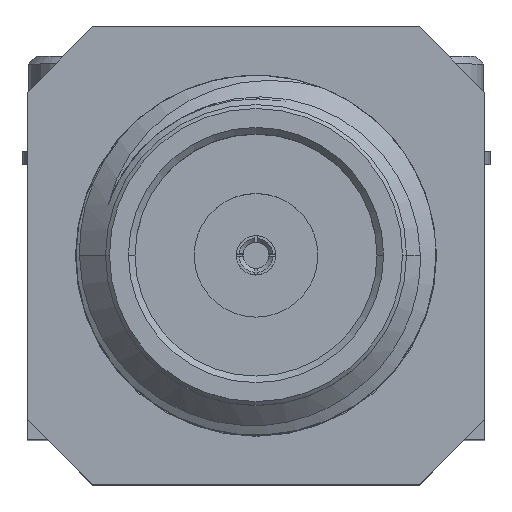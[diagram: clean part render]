
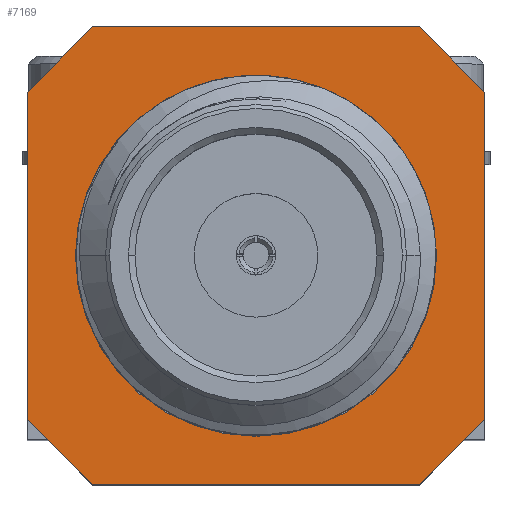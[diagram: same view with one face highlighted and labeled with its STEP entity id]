
A CAD part, top view. The second image highlights one B-rep face of the part: STEP entity #7169.
In plain terms, the highlighted planar face has unit normal (0, 0, 1).
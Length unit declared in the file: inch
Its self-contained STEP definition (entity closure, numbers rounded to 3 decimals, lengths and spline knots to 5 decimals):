
#38 = LINE ( 'NONE', #3440, #7016 ) ;
#133 = VECTOR ( 'NONE', #8021, 39.37008 ) ;
#256 = DIRECTION ( 'NONE',  ( 1., 0., 0. ) ) ;
#262 = CARTESIAN_POINT ( 'NONE',  ( -0.175, -0.125, 0. ) ) ;
#366 = VERTEX_POINT ( 'NONE', #11511 ) ;
#533 = VERTEX_POINT ( 'NONE', #996 ) ;
#996 = CARTESIAN_POINT ( 'NONE',  ( -0.175, 0.125, 0. ) ) ;
#1031 = CARTESIAN_POINT ( 'NONE',  ( 0.175, -0.125, 0. ) ) ;
#1034 = AXIS2_PLACEMENT_3D ( 'NONE', #1147, #4253, #256 ) ;
#1147 = CARTESIAN_POINT ( 'NONE',  ( 0., 0., 0. ) ) ;
#1403 = EDGE_CURVE ( 'NONE', #5306, #10953, #1595, .T. ) ;
#1595 = LINE ( 'NONE', #3399, #2839 ) ;
#1746 = CARTESIAN_POINT ( 'NONE',  ( -0.175, 0.175, 0. ) ) ;
#1885 = VECTOR ( 'NONE', #11798, 39.37008 ) ;
#2133 = VERTEX_POINT ( 'NONE', #6899 ) ;
#2160 = EDGE_CURVE ( 'NONE', #2133, #7445, #3129, .T. ) ;
#2267 = FACE_BOUND ( 'NONE', #4539, .T. ) ;
#2416 = EDGE_CURVE ( 'NONE', #7445, #2133, #6529, .T. ) ;
#2503 = CARTESIAN_POINT ( 'NONE',  ( -0.175, -0.125, 0. ) ) ;
#2506 = EDGE_CURVE ( 'NONE', #6652, #8033, #7008, .T. ) ;
#2839 = VECTOR ( 'NONE', #6476, 39.37008 ) ;
#2990 = DIRECTION ( 'NONE',  ( 0., 0., -1. ) ) ;
#3081 = ORIENTED_EDGE ( 'NONE', *, *, #10974, .T. ) ;
#3129 = CIRCLE ( 'NONE', #3432, 0.138 ) ;
#3278 = DIRECTION ( 'NONE',  ( 0.707, -0.707, 0. ) ) ;
#3306 = CARTESIAN_POINT ( 'NONE',  ( -0.175, -0.175, 0. ) ) ;
#3399 = CARTESIAN_POINT ( 'NONE',  ( 0.175, -0.175, 0. ) ) ;
#3432 = AXIS2_PLACEMENT_3D ( 'NONE', #3821, #9897, #11880 ) ;
#3438 = CARTESIAN_POINT ( 'NONE',  ( 0.125, -0.175, 0. ) ) ;
#3440 = CARTESIAN_POINT ( 'NONE',  ( -0.175, -0.175, 0. ) ) ;
#3733 = EDGE_CURVE ( 'NONE', #12749, #366, #11672, .T. ) ;
#3821 = CARTESIAN_POINT ( 'NONE',  ( 0., 0., 0. ) ) ;
#3981 = ORIENTED_EDGE ( 'NONE', *, *, #3733, .T. ) ;
#4253 = DIRECTION ( 'NONE',  ( 0., 0., 1. ) ) ;
#4372 = VECTOR ( 'NONE', #12594, 39.37008 ) ;
#4539 = EDGE_LOOP ( 'NONE', ( #8361, #6503 ) ) ;
#5306 = VERTEX_POINT ( 'NONE', #1031 ) ;
#5390 = CARTESIAN_POINT ( 'NONE',  ( 0.175, 0.125, 0. ) ) ;
#5450 = EDGE_CURVE ( 'NONE', #533, #12749, #9131, .T. ) ;
#5506 = CARTESIAN_POINT ( 'NONE',  ( 0.125, -0.175, 0. ) ) ;
#5520 = VERTEX_POINT ( 'NONE', #3438 ) ;
#5960 = EDGE_CURVE ( 'NONE', #8033, #533, #6165, .T. ) ;
#6165 = LINE ( 'NONE', #10065, #133 ) ;
#6339 = DIRECTION ( 'NONE',  ( 1., 0., 0. ) ) ;
#6390 = DIRECTION ( 'NONE',  ( 0., -1., 0. ) ) ;
#6476 = DIRECTION ( 'NONE',  ( 0., 1., 0. ) ) ;
#6503 = ORIENTED_EDGE ( 'NONE', *, *, #2416, .F. ) ;
#6529 = CIRCLE ( 'NONE', #1034, 0.138 ) ;
#6559 = CARTESIAN_POINT ( 'NONE',  ( -0.138, 0., 0. ) ) ;
#6652 = VERTEX_POINT ( 'NONE', #11415 ) ;
#6794 = AXIS2_PLACEMENT_3D ( 'NONE', #8921, #2990, #9132 ) ;
#6899 = CARTESIAN_POINT ( 'NONE',  ( 0.138, 0., 0. ) ) ;
#6923 = CARTESIAN_POINT ( 'NONE',  ( 0.175, 0.125, 0. ) ) ;
#7008 = LINE ( 'NONE', #1746, #1885 ) ;
#7016 = VECTOR ( 'NONE', #6339, 39.37008 ) ;
#7169 = ADVANCED_FACE ( 'NONE', ( #2267, #8774 ), #11904, .F. ) ;
#7445 = VERTEX_POINT ( 'NONE', #6559 ) ;
#7511 = VECTOR ( 'NONE', #8211, 39.37008 ) ;
#7611 = VECTOR ( 'NONE', #3278, 39.37008 ) ;
#8021 = DIRECTION ( 'NONE',  ( -0.707, -0.707, 0. ) ) ;
#8033 = VERTEX_POINT ( 'NONE', #8260 ) ;
#8211 = DIRECTION ( 'NONE',  ( -0.707, 0.707, 0. ) ) ;
#8260 = CARTESIAN_POINT ( 'NONE',  ( -0.125, 0.175, 0. ) ) ;
#8361 = ORIENTED_EDGE ( 'NONE', *, *, #2160, .F. ) ;
#8491 = VECTOR ( 'NONE', #6390, 39.37008 ) ;
#8774 = FACE_OUTER_BOUND ( 'NONE', #12430, .T. ) ;
#8921 = CARTESIAN_POINT ( 'NONE',  ( 0., 0., 0. ) ) ;
#8975 = ORIENTED_EDGE ( 'NONE', *, *, #1403, .T. ) ;
#9062 = ORIENTED_EDGE ( 'NONE', *, *, #5450, .T. ) ;
#9131 = LINE ( 'NONE', #3306, #8491 ) ;
#9132 = DIRECTION ( 'NONE',  ( -1., 0., 0. ) ) ;
#9289 = EDGE_CURVE ( 'NONE', #10953, #6652, #11895, .T. ) ;
#9757 = ORIENTED_EDGE ( 'NONE', *, *, #9289, .T. ) ;
#9897 = DIRECTION ( 'NONE',  ( 0., 0., 1. ) ) ;
#10065 = CARTESIAN_POINT ( 'NONE',  ( -0.125, 0.175, 0. ) ) ;
#10146 = ORIENTED_EDGE ( 'NONE', *, *, #5960, .T. ) ;
#10371 = EDGE_CURVE ( 'NONE', #5520, #5306, #12465, .T. ) ;
#10864 = ORIENTED_EDGE ( 'NONE', *, *, #10371, .T. ) ;
#10953 = VERTEX_POINT ( 'NONE', #5390 ) ;
#10974 = EDGE_CURVE ( 'NONE', #366, #5520, #38, .T. ) ;
#11002 = ORIENTED_EDGE ( 'NONE', *, *, #2506, .T. ) ;
#11415 = CARTESIAN_POINT ( 'NONE',  ( 0.125, 0.175, 0. ) ) ;
#11511 = CARTESIAN_POINT ( 'NONE',  ( -0.125, -0.175, 0. ) ) ;
#11672 = LINE ( 'NONE', #262, #7611 ) ;
#11798 = DIRECTION ( 'NONE',  ( -1., 0., 0. ) ) ;
#11880 = DIRECTION ( 'NONE',  ( 1., 0., 0. ) ) ;
#11895 = LINE ( 'NONE', #6923, #7511 ) ;
#11904 = PLANE ( 'NONE',  #6794 ) ;
#12430 = EDGE_LOOP ( 'NONE', ( #3081, #10864, #8975, #9757, #11002, #10146, #9062, #3981 ) ) ;
#12465 = LINE ( 'NONE', #5506, #4372 ) ;
#12594 = DIRECTION ( 'NONE',  ( 0.707, 0.707, 0. ) ) ;
#12749 = VERTEX_POINT ( 'NONE', #2503 ) ;
